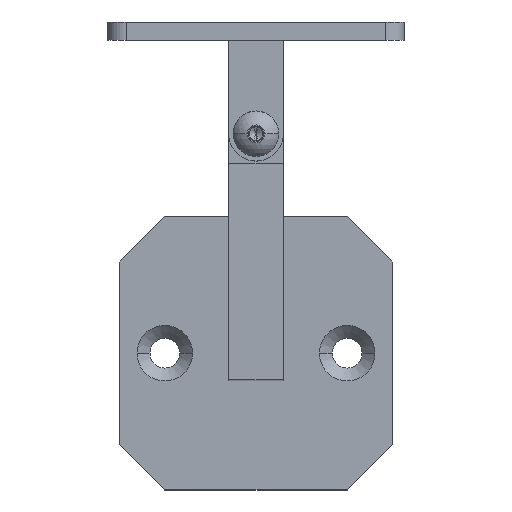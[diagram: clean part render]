
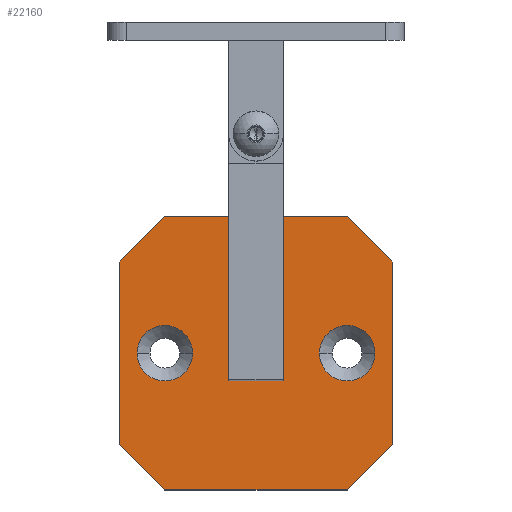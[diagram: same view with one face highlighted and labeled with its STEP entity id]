
A CAD part, top view. The second image highlights one B-rep face of the part: STEP entity #22160.
In plain terms, the highlighted planar face has unit normal (0, 0, 1).
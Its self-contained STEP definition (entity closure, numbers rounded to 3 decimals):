
#31 = LINE ( 'NONE', #4787, #14555 ) ;
#103 = EDGE_CURVE ( 'NONE', #22319, #9157, #15372, .T. ) ;
#166 = VECTOR ( 'NONE', #8768, 1000. ) ;
#310 = CARTESIAN_POINT ( 'NONE',  ( 5.95, -5.95, 3. ) ) ;
#326 = DIRECTION ( 'NONE',  ( 1., 0., 0. ) ) ;
#347 = VECTOR ( 'NONE', #326, 1000. ) ;
#502 = ORIENTED_EDGE ( 'NONE', *, *, #15689, .T. ) ;
#527 = DIRECTION ( 'NONE',  ( -1., 0., 0. ) ) ;
#943 = AXIS2_PLACEMENT_3D ( 'NONE', #2999, #15724, #17568 ) ;
#981 = CARTESIAN_POINT ( 'NONE',  ( -5.95, -5.95, 3. ) ) ;
#1288 = VECTOR ( 'NONE', #2352, 1000. ) ;
#1376 = LINE ( 'NONE', #5157, #15051 ) ;
#1424 = DIRECTION ( 'NONE',  ( 1., 0., 0. ) ) ;
#1521 = DIRECTION ( 'NONE',  ( 1., 0., 0. ) ) ;
#1700 = ORIENTED_EDGE ( 'NONE', *, *, #16850, .T. ) ;
#1941 = CARTESIAN_POINT ( 'NONE',  ( 26.1, 0., 3. ) ) ;
#2063 = EDGE_CURVE ( 'NONE', #22968, #8636, #14768, .T. ) ;
#2352 = DIRECTION ( 'NONE',  ( -1., 0., 0. ) ) ;
#2463 = EDGE_CURVE ( 'NONE', #23428, #3819, #2522, .T. ) ;
#2522 = LINE ( 'NONE', #5789, #19310 ) ;
#2624 = CARTESIAN_POINT ( 'NONE',  ( -20., 0., 3. ) ) ;
#2999 = CARTESIAN_POINT ( 'NONE',  ( 20., 0., 3. ) ) ;
#3218 = EDGE_CURVE ( 'NONE', #16654, #22319, #7051, .T. ) ;
#3235 = AXIS2_PLACEMENT_3D ( 'NONE', #7849, #9532, #9607 ) ;
#3305 = CIRCLE ( 'NONE', #943, 6.1 ) ;
#3377 = CARTESIAN_POINT ( 'NONE',  ( 25., -25., 3. ) ) ;
#3604 = EDGE_CURVE ( 'NONE', #12585, #22015, #10764, .T. ) ;
#3819 = VERTEX_POINT ( 'NONE', #9163 ) ;
#4079 = VECTOR ( 'NONE', #7387, 1000. ) ;
#4138 = FACE_OUTER_BOUND ( 'NONE', #4490, .T. ) ;
#4252 = CARTESIAN_POINT ( 'NONE',  ( -30., 30., 3. ) ) ;
#4463 = EDGE_CURVE ( 'NONE', #5243, #12609, #5882, .T. ) ;
#4490 = EDGE_LOOP ( 'NONE', ( #502, #20491, #13431, #16889, #10634, #15369, #1700, #11660 ) ) ;
#4575 = CARTESIAN_POINT ( 'NONE',  ( -5.95, -5.95, 3. ) ) ;
#4593 = EDGE_CURVE ( 'NONE', #23428, #16654, #15822, .T. ) ;
#4648 = EDGE_CURVE ( 'NONE', #8636, #22968, #3305, .T. ) ;
#4787 = CARTESIAN_POINT ( 'NONE',  ( -30., 30., 3. ) ) ;
#5157 = CARTESIAN_POINT ( 'NONE',  ( -5.95, 5.95, 3. ) ) ;
#5243 = VERTEX_POINT ( 'NONE', #15216 ) ;
#5789 = CARTESIAN_POINT ( 'NONE',  ( 6.083, 5.95, 3. ) ) ;
#5882 = LINE ( 'NONE', #15830, #19264 ) ;
#5944 = AXIS2_PLACEMENT_3D ( 'NONE', #21162, #10274, #1424 ) ;
#5970 = EDGE_CURVE ( 'NONE', #22015, #12585, #23634, .T. ) ;
#6150 = LINE ( 'NONE', #16164, #12142 ) ;
#6687 = LINE ( 'NONE', #4252, #1288 ) ;
#7051 = LINE ( 'NONE', #310, #10195 ) ;
#7149 = EDGE_CURVE ( 'NONE', #9157, #3819, #1376, .T. ) ;
#7387 = DIRECTION ( 'NONE',  ( 0.707, -0.707, 0. ) ) ;
#7414 = ORIENTED_EDGE ( 'NONE', *, *, #103, .T. ) ;
#7434 = CARTESIAN_POINT ( 'NONE',  ( -30., -30., 3. ) ) ;
#7849 = CARTESIAN_POINT ( 'NONE',  ( -20., 0., 3. ) ) ;
#7901 = DIRECTION ( 'NONE',  ( 0., 0., 1. ) ) ;
#8032 = CARTESIAN_POINT ( 'NONE',  ( 5.95, -5.95, 3. ) ) ;
#8163 = VERTEX_POINT ( 'NONE', #19112 ) ;
#8241 = VERTEX_POINT ( 'NONE', #12027 ) ;
#8319 = CARTESIAN_POINT ( 'NONE',  ( 13.9, 0., 3. ) ) ;
#8413 = FACE_BOUND ( 'NONE', #13509, .T. ) ;
#8636 = VERTEX_POINT ( 'NONE', #1941 ) ;
#8768 = DIRECTION ( 'NONE',  ( 0., -1., 0. ) ) ;
#9097 = CARTESIAN_POINT ( 'NONE',  ( -20., -30., 3. ) ) ;
#9157 = VERTEX_POINT ( 'NONE', #11287 ) ;
#9163 = CARTESIAN_POINT ( 'NONE',  ( 0., 5.95, 3. ) ) ;
#9166 = ORIENTED_EDGE ( 'NONE', *, *, #2463, .F. ) ;
#9225 = ORIENTED_EDGE ( 'NONE', *, *, #3604, .F. ) ;
#9304 = CARTESIAN_POINT ( 'NONE',  ( -13.9, 0., 3. ) ) ;
#9497 = DIRECTION ( 'NONE',  ( -1., 0., 0. ) ) ;
#9532 = DIRECTION ( 'NONE',  ( 0., 0., 1. ) ) ;
#9607 = DIRECTION ( 'NONE',  ( 1., 0., 0. ) ) ;
#9729 = DIRECTION ( 'NONE',  ( 1., 0., 0. ) ) ;
#10148 = CARTESIAN_POINT ( 'NONE',  ( -26.1, 0., 3. ) ) ;
#10195 = VECTOR ( 'NONE', #9497, 1000. ) ;
#10274 = DIRECTION ( 'NONE',  ( 0., 0., 1. ) ) ;
#10279 = VECTOR ( 'NONE', #13926, 1000. ) ;
#10428 = VERTEX_POINT ( 'NONE', #18681 ) ;
#10551 = DIRECTION ( 'NONE',  ( 0., -1., 0. ) ) ;
#10634 = ORIENTED_EDGE ( 'NONE', *, *, #12445, .T. ) ;
#10764 = CIRCLE ( 'NONE', #12149, 6.1 ) ;
#10886 = LINE ( 'NONE', #3377, #19992 ) ;
#11003 = EDGE_LOOP ( 'NONE', ( #14593, #22006 ) ) ;
#11287 = CARTESIAN_POINT ( 'NONE',  ( -5.95, 5.95, 3. ) ) ;
#11404 = DIRECTION ( 'NONE',  ( 0., 0., 1. ) ) ;
#11660 = ORIENTED_EDGE ( 'NONE', *, *, #15034, .T. ) ;
#11713 = CARTESIAN_POINT ( 'NONE',  ( 5.95, 5.95, 3. ) ) ;
#12025 = LINE ( 'NONE', #7434, #347 ) ;
#12027 = CARTESIAN_POINT ( 'NONE',  ( 20., -30., 3. ) ) ;
#12142 = VECTOR ( 'NONE', #21825, 1000. ) ;
#12149 = AXIS2_PLACEMENT_3D ( 'NONE', #2624, #7901, #9729 ) ;
#12445 = EDGE_CURVE ( 'NONE', #23014, #5243, #6687, .T. ) ;
#12447 = CARTESIAN_POINT ( 'NONE',  ( 20., 30., 3. ) ) ;
#12585 = VERTEX_POINT ( 'NONE', #10148 ) ;
#12609 = VERTEX_POINT ( 'NONE', #22639 ) ;
#12813 = CARTESIAN_POINT ( 'NONE',  ( -25., -25., 3. ) ) ;
#13431 = ORIENTED_EDGE ( 'NONE', *, *, #17627, .T. ) ;
#13509 = EDGE_LOOP ( 'NONE', ( #17045, #9225 ) ) ;
#13876 = EDGE_CURVE ( 'NONE', #10428, #23014, #14649, .T. ) ;
#13917 = DIRECTION ( 'NONE',  ( -0.707, -0.707, 0. ) ) ;
#13926 = DIRECTION ( 'NONE',  ( 0., 1., 0. ) ) ;
#13939 = AXIS2_PLACEMENT_3D ( 'NONE', #14736, #11404, #14972 ) ;
#14342 = VECTOR ( 'NONE', #22851, 1000. ) ;
#14555 = VECTOR ( 'NONE', #10551, 1000. ) ;
#14593 = ORIENTED_EDGE ( 'NONE', *, *, #4648, .F. ) ;
#14649 = LINE ( 'NONE', #14974, #14342 ) ;
#14736 = CARTESIAN_POINT ( 'NONE',  ( 20., 0., 3. ) ) ;
#14768 = CIRCLE ( 'NONE', #13939, 6.1 ) ;
#14912 = ORIENTED_EDGE ( 'NONE', *, *, #7149, .T. ) ;
#14972 = DIRECTION ( 'NONE',  ( 1., 0., 0. ) ) ;
#14974 = CARTESIAN_POINT ( 'NONE',  ( 25., 25., 3. ) ) ;
#15034 = EDGE_CURVE ( 'NONE', #8163, #16307, #23484, .T. ) ;
#15051 = VECTOR ( 'NONE', #1521, 1000. ) ;
#15216 = CARTESIAN_POINT ( 'NONE',  ( -20., 30., 3. ) ) ;
#15231 = FACE_BOUND ( 'NONE', #18314, .T. ) ;
#15369 = ORIENTED_EDGE ( 'NONE', *, *, #4463, .T. ) ;
#15372 = LINE ( 'NONE', #981, #10279 ) ;
#15689 = EDGE_CURVE ( 'NONE', #16307, #8241, #12025, .T. ) ;
#15724 = DIRECTION ( 'NONE',  ( 0., 0., 1. ) ) ;
#15822 = LINE ( 'NONE', #15983, #166 ) ;
#15830 = CARTESIAN_POINT ( 'NONE',  ( -25., 25., 3. ) ) ;
#15983 = CARTESIAN_POINT ( 'NONE',  ( 5.95, 5.95, 3. ) ) ;
#16164 = CARTESIAN_POINT ( 'NONE',  ( 30., 30., 3. ) ) ;
#16307 = VERTEX_POINT ( 'NONE', #9097 ) ;
#16654 = VERTEX_POINT ( 'NONE', #8032 ) ;
#16850 = EDGE_CURVE ( 'NONE', #12609, #8163, #31, .T. ) ;
#16889 = ORIENTED_EDGE ( 'NONE', *, *, #13876, .T. ) ;
#16998 = EDGE_CURVE ( 'NONE', #8241, #21956, #10886, .T. ) ;
#17045 = ORIENTED_EDGE ( 'NONE', *, *, #5970, .F. ) ;
#17568 = DIRECTION ( 'NONE',  ( 1., 0., 0. ) ) ;
#17627 = EDGE_CURVE ( 'NONE', #21956, #10428, #6150, .T. ) ;
#17755 = ORIENTED_EDGE ( 'NONE', *, *, #4593, .T. ) ;
#18314 = EDGE_LOOP ( 'NONE', ( #17755, #19665, #7414, #14912, #9166 ) ) ;
#18681 = CARTESIAN_POINT ( 'NONE',  ( 30., 20., 3. ) ) ;
#19112 = CARTESIAN_POINT ( 'NONE',  ( -30., -20., 3. ) ) ;
#19264 = VECTOR ( 'NONE', #13917, 1000. ) ;
#19310 = VECTOR ( 'NONE', #527, 1000. ) ;
#19564 = PLANE ( 'NONE',  #5944 ) ;
#19665 = ORIENTED_EDGE ( 'NONE', *, *, #3218, .T. ) ;
#19947 = DIRECTION ( 'NONE',  ( 0.707, 0.707, 0. ) ) ;
#19992 = VECTOR ( 'NONE', #19947, 1000. ) ;
#20423 = CARTESIAN_POINT ( 'NONE',  ( 30., -20., 3. ) ) ;
#20491 = ORIENTED_EDGE ( 'NONE', *, *, #16998, .T. ) ;
#21162 = CARTESIAN_POINT ( 'NONE',  ( 0., 0., 3. ) ) ;
#21825 = DIRECTION ( 'NONE',  ( 0., 1., 0. ) ) ;
#21956 = VERTEX_POINT ( 'NONE', #20423 ) ;
#22006 = ORIENTED_EDGE ( 'NONE', *, *, #2063, .F. ) ;
#22015 = VERTEX_POINT ( 'NONE', #9304 ) ;
#22160 = ADVANCED_FACE ( 'NONE', ( #15231, #8413, #22638, #4138 ), #19564, .T. ) ;
#22319 = VERTEX_POINT ( 'NONE', #4575 ) ;
#22638 = FACE_BOUND ( 'NONE', #11003, .T. ) ;
#22639 = CARTESIAN_POINT ( 'NONE',  ( -30., 20., 3. ) ) ;
#22851 = DIRECTION ( 'NONE',  ( -0.707, 0.707, 0. ) ) ;
#22968 = VERTEX_POINT ( 'NONE', #8319 ) ;
#23014 = VERTEX_POINT ( 'NONE', #12447 ) ;
#23428 = VERTEX_POINT ( 'NONE', #11713 ) ;
#23484 = LINE ( 'NONE', #12813, #4079 ) ;
#23634 = CIRCLE ( 'NONE', #3235, 6.1 ) ;
